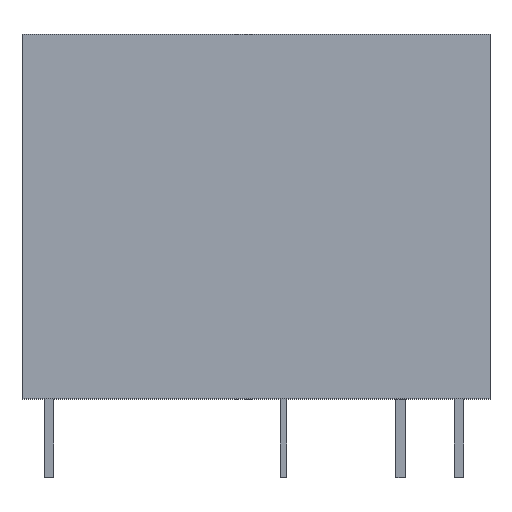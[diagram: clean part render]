
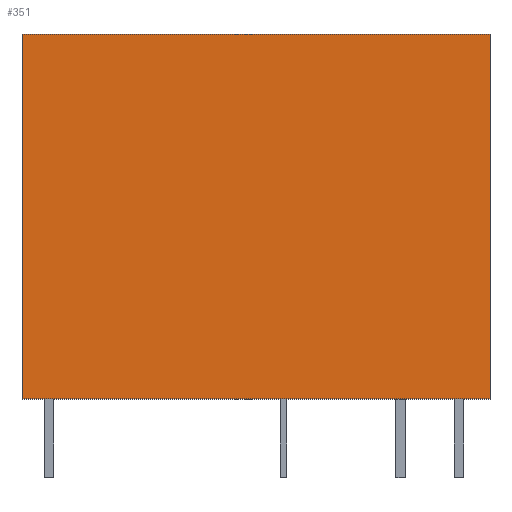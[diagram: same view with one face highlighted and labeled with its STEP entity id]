
A CAD part, top view. The second image highlights one B-rep face of the part: STEP entity #351.
In plain terms, the highlighted planar face has unit normal (0, 0, 1).
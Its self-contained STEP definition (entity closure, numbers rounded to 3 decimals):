
#195=VERTEX_POINT('',#517);
#227=EDGE_CURVE('',#369,#299,#553,.T.);
#261=EDGE_CURVE('',#403,#195,#594,.T.);
#299=VERTEX_POINT('',#633);
#351=ADVANCED_FACE('',(#691),#692,.T.);
#369=VERTEX_POINT('',#710);
#403=VERTEX_POINT('',#750);
#409=EDGE_CURVE('',#195,#369,#757,.T.);
#445=EDGE_CURVE('',#299,#403,#795,.T.);
#517=CARTESIAN_POINT('',(10.15,0.0,5.15));
#553=LINE('',#927,#928);
#594=LINE('',#988,#989);
#633=CARTESIAN_POINT('',(-10.15,15.8,5.15));
#691=FACE_OUTER_BOUND('',#1132,.T.);
#692=PLANE('',#1133);
#710=CARTESIAN_POINT('',(10.15,15.8,5.15));
#750=CARTESIAN_POINT('',(-10.15,0.0,5.15));
#757=LINE('',#1219,#1220);
#795=LINE('',#1273,#1274);
#927=CARTESIAN_POINT('',(0.0,15.8,5.15));
#928=VECTOR('',#1391,1.0);
#988=CARTESIAN_POINT('',(0.0,0.0,5.15));
#989=VECTOR('',#1437,1.0);
#1132=EDGE_LOOP('',(#1518,#1519,#1520,#1521));
#1133=AXIS2_PLACEMENT_3D('',#1522,#1523,#1524);
#1219=CARTESIAN_POINT('',(10.15,7.9,5.15));
#1220=VECTOR('',#1591,1.0);
#1273=CARTESIAN_POINT('',(-10.15,7.9,5.15));
#1274=VECTOR('',#1615,1.0);
#1391=DIRECTION('',(-1.0,0.0,0.0));
#1437=DIRECTION('',(1.0,0.0,0.0));
#1518=ORIENTED_EDGE('',*,*,#409,.T.);
#1519=ORIENTED_EDGE('',*,*,#227,.T.);
#1520=ORIENTED_EDGE('',*,*,#445,.T.);
#1521=ORIENTED_EDGE('',*,*,#261,.T.);
#1522=CARTESIAN_POINT('',(0.0,7.9,5.15));
#1523=DIRECTION('',(0.0,0.0,1.0));
#1524=DIRECTION('',(1.0,0.0,0.0));
#1591=DIRECTION('',(0.0,1.0,0.0));
#1615=DIRECTION('',(0.0,-1.0,0.0));
